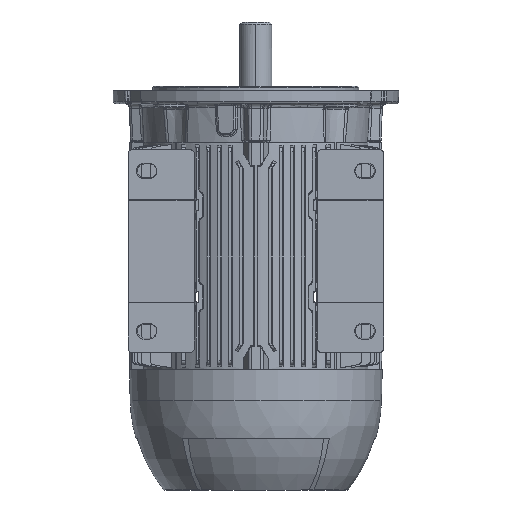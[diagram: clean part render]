
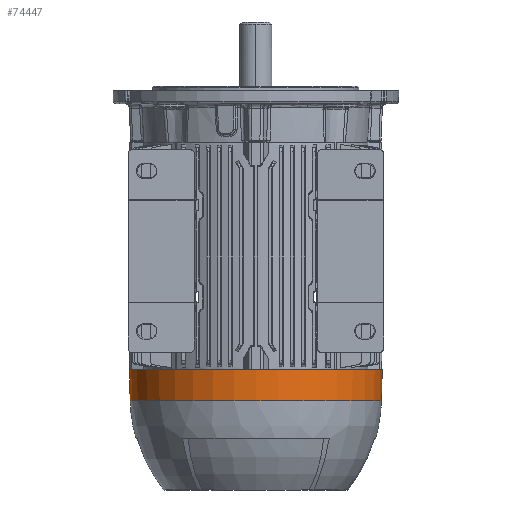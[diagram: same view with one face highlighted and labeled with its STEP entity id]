
A CAD part, front view. The second image highlights one B-rep face of the part: STEP entity #74447.
In plain terms, the highlighted conical face has half-angle 1.5 degrees and reference radius 110.35 mm.
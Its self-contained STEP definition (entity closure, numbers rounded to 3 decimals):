
#82 = EDGE_LOOP ( 'NONE', ( #72541, #40278, #30969, #27534 ) ) ;
#171 = VECTOR ( 'NONE', #46781, 1000. ) ;
#229 = CARTESIAN_POINT ( 'NONE',  ( 0., 0., -168.5 ) ) ;
#1151 = VERTEX_POINT ( 'NONE', #26656 ) ;
#2739 = VERTEX_POINT ( 'NONE', #15247 ) ;
#5210 = FACE_OUTER_BOUND ( 'NONE', #82, .T. ) ;
#10214 = DIRECTION ( 'NONE',  ( 1., 0., 0. ) ) ;
#12203 = DIRECTION ( 'NONE',  ( 1., 0., 0. ) ) ;
#13825 = VERTEX_POINT ( 'NONE', #25329 ) ;
#15247 = CARTESIAN_POINT ( 'NONE',  ( -110.376, 0., -167.5 ) ) ;
#18165 = LINE ( 'NONE', #24631, #171 ) ;
#19410 = CARTESIAN_POINT ( 'NONE',  ( 110.35, 0., -168.5 ) ) ;
#24631 = CARTESIAN_POINT ( 'NONE',  ( -110.35, 0., -168.5 ) ) ;
#25329 = CARTESIAN_POINT ( 'NONE',  ( 110.376, 0., -167.5 ) ) ;
#26656 = CARTESIAN_POINT ( 'NONE',  ( -109.669, 0., -194.5 ) ) ;
#27534 = ORIENTED_EDGE ( 'NONE', *, *, #69721, .F. ) ;
#29214 = EDGE_CURVE ( 'NONE', #1151, #59045, #36849, .T. ) ;
#30136 = DIRECTION ( 'NONE',  ( 0., 0., 1. ) ) ;
#30969 = ORIENTED_EDGE ( 'NONE', *, *, #40007, .T. ) ;
#35438 = LINE ( 'NONE', #19410, #72561 ) ;
#36849 = CIRCLE ( 'NONE', #38100, 109.669 ) ;
#38100 = AXIS2_PLACEMENT_3D ( 'NONE', #64489, #30136, #12203 ) ;
#40007 = EDGE_CURVE ( 'NONE', #59045, #13825, #35438, .T. ) ;
#40278 = ORIENTED_EDGE ( 'NONE', *, *, #29214, .T. ) ;
#41114 = DIRECTION ( 'NONE',  ( 1., 0., 0. ) ) ;
#42335 = DIRECTION ( 'NONE',  ( 0.026, 0., 1. ) ) ;
#45592 = AXIS2_PLACEMENT_3D ( 'NONE', #229, #57903, #41114 ) ;
#46735 = AXIS2_PLACEMENT_3D ( 'NONE', #51827, #56816, #10214 ) ;
#46781 = DIRECTION ( 'NONE',  ( -0.026, 0., 1. ) ) ;
#51827 = CARTESIAN_POINT ( 'NONE',  ( 0., 0., -167.5 ) ) ;
#55277 = CIRCLE ( 'NONE', #46735, 110.376 ) ;
#56816 = DIRECTION ( 'NONE',  ( 0., 0., 1. ) ) ;
#57903 = DIRECTION ( 'NONE',  ( 0., 0., 1. ) ) ;
#59045 = VERTEX_POINT ( 'NONE', #62963 ) ;
#62684 = CONICAL_SURFACE ( 'NONE', #45592, 110.35, 0.026 ) ;
#62963 = CARTESIAN_POINT ( 'NONE',  ( 109.669, 0., -194.5 ) ) ;
#64489 = CARTESIAN_POINT ( 'NONE',  ( 0., 0., -194.5 ) ) ;
#65311 = EDGE_CURVE ( 'NONE', #1151, #2739, #18165, .T. ) ;
#69721 = EDGE_CURVE ( 'NONE', #2739, #13825, #55277, .T. ) ;
#72541 = ORIENTED_EDGE ( 'NONE', *, *, #65311, .F. ) ;
#72561 = VECTOR ( 'NONE', #42335, 1000. ) ;
#74447 = ADVANCED_FACE ( 'NONE', ( #5210 ), #62684, .T. ) ;
